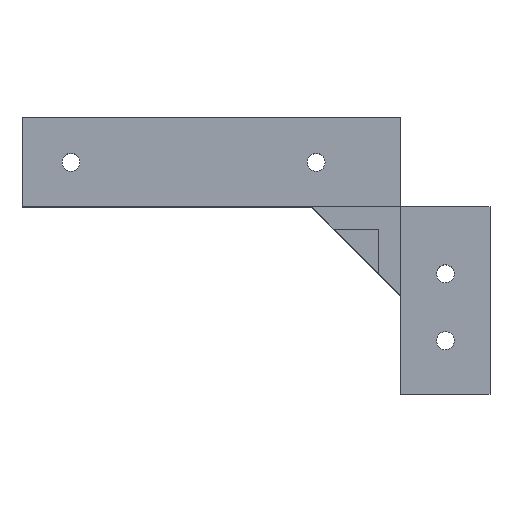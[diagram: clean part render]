
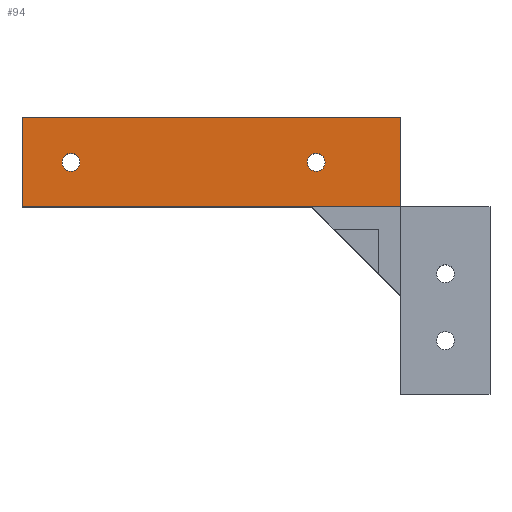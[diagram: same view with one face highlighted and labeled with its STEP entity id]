
A CAD part, top view. The second image highlights one B-rep face of the part: STEP entity #94.
In plain terms, the highlighted planar face has unit normal (0, 0, 1).
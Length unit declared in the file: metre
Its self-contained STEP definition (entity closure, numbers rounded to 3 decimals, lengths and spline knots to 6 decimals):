
#94 = ADVANCED_FACE( '', ( #205, #206, #207 ), #208, .T. );
#205 = FACE_OUTER_BOUND( '', #316, .T. );
#206 = FACE_BOUND( '', #317, .T. );
#207 = FACE_BOUND( '', #318, .T. );
#208 = PLANE( '', #319 );
#316 = EDGE_LOOP( '', ( #510, #511, #512, #513, #514 ) );
#317 = EDGE_LOOP( '', ( #515 ) );
#318 = EDGE_LOOP( '', ( #516 ) );
#319 = AXIS2_PLACEMENT_3D( '', #517, #518, #519 );
#510 = ORIENTED_EDGE( '', *, *, #580, .F. );
#511 = ORIENTED_EDGE( '', *, *, #640, .T. );
#512 = ORIENTED_EDGE( '', *, *, #625, .T. );
#513 = ORIENTED_EDGE( '', *, *, #633, .T. );
#514 = ORIENTED_EDGE( '', *, *, #658, .T. );
#515 = ORIENTED_EDGE( '', *, *, #585, .F. );
#516 = ORIENTED_EDGE( '', *, *, #636, .F. );
#517 = CARTESIAN_POINT( '', ( -0.0325, 0.009, 0.01 ) );
#518 = DIRECTION( '', ( 0., 0., 1. ) );
#519 = DIRECTION( '', ( 1., 0., 0. ) );
#580 = EDGE_CURVE( '', #672, #673, #674, .T. );
#585 = EDGE_CURVE( '', #681, #681, #682, .T. );
#625 = EDGE_CURVE( '', #748, #746, #749, .T. );
#633 = EDGE_CURVE( '', #746, #758, #760, .T. );
#636 = EDGE_CURVE( '', #763, #763, #764, .T. );
#640 = EDGE_CURVE( '', #672, #748, #770, .T. );
#658 = EDGE_CURVE( '', #758, #673, #794, .T. );
#672 = VERTEX_POINT( '', #808 );
#673 = VERTEX_POINT( '', #809 );
#674 = LINE( '', #810, #811 );
#681 = VERTEX_POINT( '', #821 );
#682 = CIRCLE( '', #822, 0.00201 );
#746 = VERTEX_POINT( '', #901 );
#748 = VERTEX_POINT( '', #904 );
#749 = LINE( '', #905, #906 );
#758 = VERTEX_POINT( '', #919 );
#760 = LINE( '', #922, #923 );
#763 = VERTEX_POINT( '', #926 );
#764 = CIRCLE( '', #927, 0.00201 );
#770 = LINE( '', #934, #935 );
#794 = LINE( '', #970, #971 );
#808 = CARTESIAN_POINT( '', ( 0., 0.02, 0.01 ) );
#809 = CARTESIAN_POINT( '', ( -0.02, 0.02, 0.01 ) );
#810 = CARTESIAN_POINT( '', ( -0.01, 0.02, 0.01 ) );
#811 = VECTOR( '', #989, 1. );
#821 = CARTESIAN_POINT( '', ( -0.07199, 0.03, 0.01 ) );
#822 = AXIS2_PLACEMENT_3D( '', #993, #994, #995 );
#901 = CARTESIAN_POINT( '', ( -0.085, 0.04, 0.01 ) );
#904 = CARTESIAN_POINT( '', ( 0., 0.04, 0.01 ) );
#905 = CARTESIAN_POINT( '', ( -0.046251, 0.04, 0.01 ) );
#906 = VECTOR( '', #1051, 1. );
#919 = CARTESIAN_POINT( '', ( -0.085, 0.02, 0.01 ) );
#922 = CARTESIAN_POINT( '', ( -0.085, 0.033536, 0.01 ) );
#923 = VECTOR( '', #1057, 1. );
#926 = CARTESIAN_POINT( '', ( -0.01699, 0.03, 0.01 ) );
#927 = AXIS2_PLACEMENT_3D( '', #1058, #1059, #1060 );
#934 = CARTESIAN_POINT( '', ( 0., 0.034763, 0.01 ) );
#935 = VECTOR( '', #1065, 1. );
#970 = CARTESIAN_POINT( '', ( -0.049273, 0.02, 0.01 ) );
#971 = VECTOR( '', #1080, 1. );
#989 = DIRECTION( '', ( -1., 0., 0. ) );
#993 = CARTESIAN_POINT( '', ( -0.074, 0.03, 0.01 ) );
#994 = DIRECTION( '', ( 0., 0., 1. ) );
#995 = DIRECTION( '', ( 1., 0., 0. ) );
#1051 = DIRECTION( '', ( -1., 0., 0. ) );
#1057 = DIRECTION( '', ( 0., -1., 0. ) );
#1058 = CARTESIAN_POINT( '', ( -0.019, 0.03, 0.01 ) );
#1059 = DIRECTION( '', ( 0., 0., 1. ) );
#1060 = DIRECTION( '', ( 1., 0., 0. ) );
#1065 = DIRECTION( '', ( 0., 1., 0. ) );
#1080 = DIRECTION( '', ( 1., 0., 0. ) );
